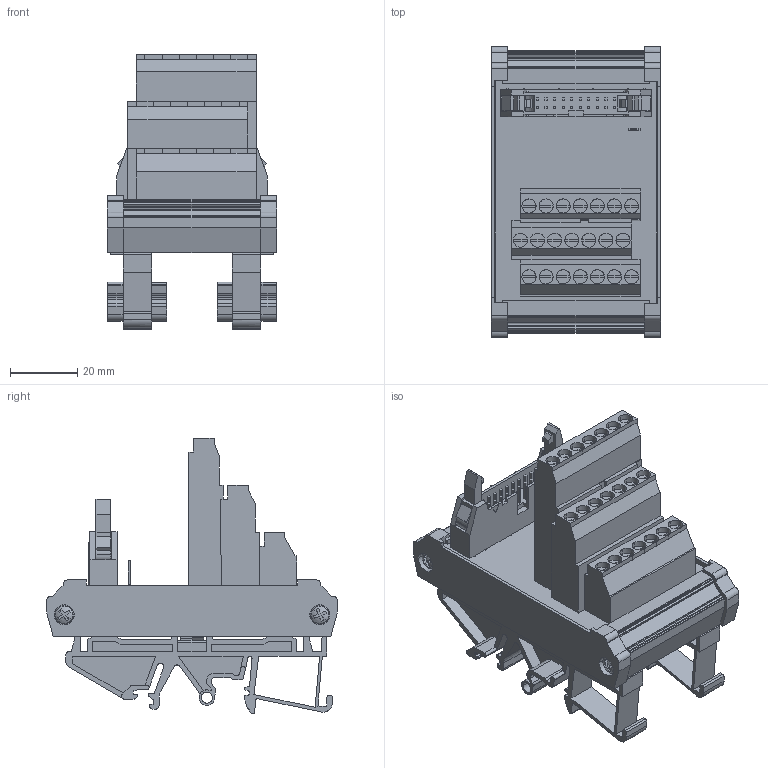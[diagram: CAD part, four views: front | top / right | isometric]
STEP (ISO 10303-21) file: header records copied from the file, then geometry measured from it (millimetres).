
FILE_DESCRIPTION(('CATIA V5R22 STEP214','CAx-IF Rec.Pracs.--- Model Styling and Organization---1.4--- 2014-01-23'),'2;1');
FILE_NAME ('031863-1_0', '2023-09-21T14:10:42+00:00', ('Weidmueller Interface'), ('Weidmueller'), 'CATIA Version 5-6 Release 2016 SP3 HF44', 'CATIA V5 STEP AP214', 'none');
FILE_SCHEMA(('AUTOMOTIVE_DESIGN { 1 0 10303 214 1 1 1 1 }'));
Products named in the file (1): 8012910000_RS F20 LP3R 3_21
Bounding box: 50.5 x 86.4 x 81.95 mm (x, y, z)
Volume: 69549.9 mm3; surface area: 54159 mm2
Topology: 1 solids, 7 shells, 1511 faces, 4341 edges, 2860 vertices
Faces by surface type: plane 1142, cylinder 353, torus 8, sphere 8
Entity records: 53054 total; most frequent: CARTESIAN_POINT 12571, ORIENTED_EDGE 8682, DIRECTION 6976, EDGE_CURVE 4341, VECTOR 3387, LINE 3387, VERTEX_POINT 2860, AXIS2_PLACEMENT_3D 2081
